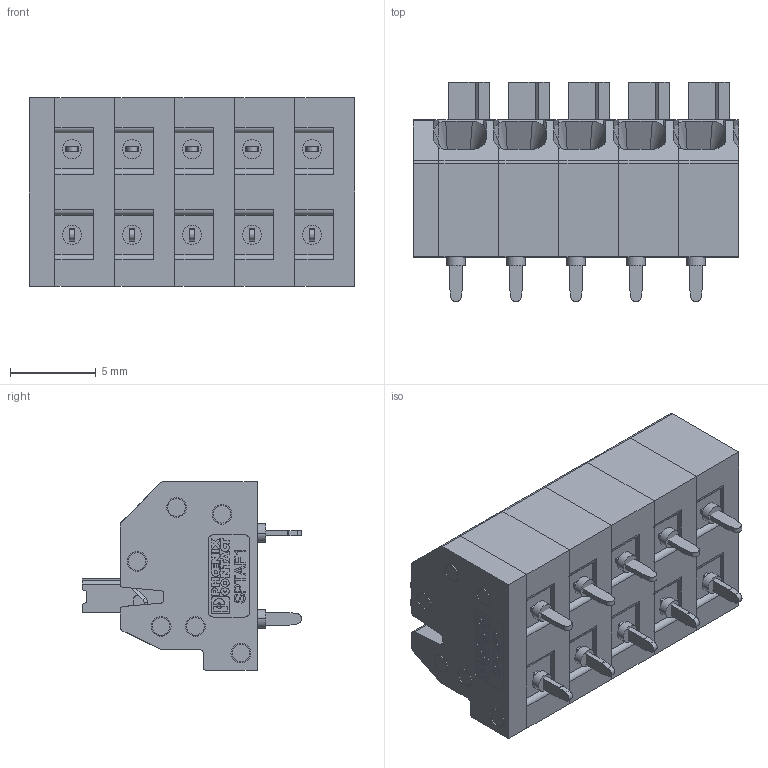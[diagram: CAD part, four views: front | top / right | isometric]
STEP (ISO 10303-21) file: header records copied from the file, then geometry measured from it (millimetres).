
FILE_DESCRIPTION (( 'STEP AP214' ), '1' );
FILE_NAME ('1862071.STEP', '2022-12-16T11:00:43', ( '' ), ( '' ), 'SwSTEP 2.0', 'SolidWorks 2021', '' );
FILE_SCHEMA (( 'AUTOMOTIVE_DESIGN' ));
Length unit declared in the file: millimetre
Products named in the file (6): Bohrloch.1.1.stp; Bohrloch.2.stp; 1862071.stp; 1862071; SPTAF_1-3.5_housing.stp; SPTAF-0-DKL.1.stp
Assembly tree (17 placements, depth 3):
  1862071
    1862071.stp
      Bohrloch.2.stp  x5
      Bohrloch.1.1.stp  x5
      SPTAF_1-3.5_housing.stp  x5
      SPTAF-0-DKL.1.stp
Bounding box: 19 x 12.8 x 11 mm (x, y, z)
Volume: 1296.2 mm3; surface area: 2520.2 mm2
Topology: 16 solids, 16 shells, 1608 faces, 4202 edges, 2724 vertices
Faces by surface type: plane 915, cylinder 478, torus 80, bspline 70, sphere 35, cone 30
Entity records: 22645 total; most frequent: CARTESIAN_POINT 6119, ORIENTED_EDGE 3368, DIRECTION 3057, EDGE_CURVE 1684, VECTOR 1261, LINE 1261, VERTEX_POINT 1104, AXIS2_PLACEMENT_3D 898
